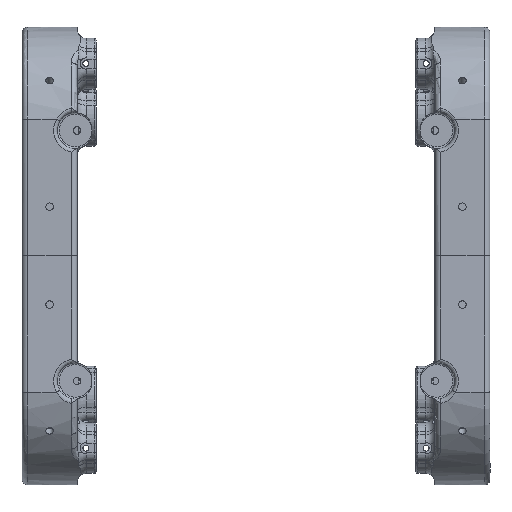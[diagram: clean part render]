
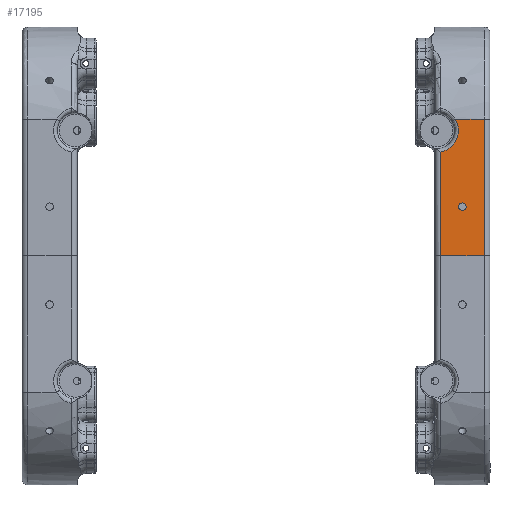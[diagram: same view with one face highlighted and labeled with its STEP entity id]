
A CAD part, top view. The second image highlights one B-rep face of the part: STEP entity #17195.
In plain terms, the highlighted planar face has unit normal (0, 0.001, 1).
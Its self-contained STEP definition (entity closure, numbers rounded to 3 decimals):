
#143=FACE_BOUND('',#2568,.T.);
#597=B_SPLINE_CURVE_WITH_KNOTS('',3,(#27472,#27473,#27474,#27475,#27476,
#27477),.UNSPECIFIED.,.F.,.F.,(4,2,4),(0.63,0.635,
0.643),.UNSPECIFIED.);
#1053=PLANE('',#18579);
#1483=FACE_OUTER_BOUND('',#2567,.T.);
#2567=EDGE_LOOP('',(#12231,#12232,#12233,#12234,#12235,#12236));
#2568=EDGE_LOOP('',(#12237));
#3489=CIRCLE('',#18025,2.);
#3755=CIRCLE('',#18458,11.65);
#5001=LINE('',#28452,#5875);
#5050=LINE('',#28701,#5924);
#5051=LINE('',#28704,#5925);
#5052=LINE('',#28705,#5926);
#5875=VECTOR('',#21459,10.);
#5924=VECTOR('',#21692,10.);
#5925=VECTOR('',#21695,10.);
#5926=VECTOR('',#21696,10.);
#6603=VERTEX_POINT('',#26009);
#6815=VERTEX_POINT('',#27399);
#6819=VERTEX_POINT('',#27416);
#6922=VERTEX_POINT('',#28223);
#6960=VERTEX_POINT('',#28450);
#7014=VERTEX_POINT('',#28697);
#7015=VERTEX_POINT('',#28703);
#8303=EDGE_CURVE('',#6603,#6603,#3489,.T.);
#8604=EDGE_CURVE('',#6819,#6815,#597,.T.);
#8801=EDGE_CURVE('',#6922,#6819,#3755,.T.);
#8853=EDGE_CURVE('',#6815,#6960,#5001,.T.);
#8956=EDGE_CURVE('',#6960,#7014,#5050,.T.);
#8957=EDGE_CURVE('',#7014,#7015,#5051,.T.);
#8958=EDGE_CURVE('',#7015,#6922,#5052,.T.);
#12231=ORIENTED_EDGE('',*,*,#8957,.F.);
#12232=ORIENTED_EDGE('',*,*,#8956,.F.);
#12233=ORIENTED_EDGE('',*,*,#8853,.F.);
#12234=ORIENTED_EDGE('',*,*,#8604,.F.);
#12235=ORIENTED_EDGE('',*,*,#8801,.F.);
#12236=ORIENTED_EDGE('',*,*,#8958,.F.);
#12237=ORIENTED_EDGE('',*,*,#8303,.F.);
#17195=ADVANCED_FACE('',(#1483,#143),#1053,.T.);
#18025=AXIS2_PLACEMENT_3D('',#26010,#20377,#20378);
#18458=AXIS2_PLACEMENT_3D('',#28238,#21372,#21373);
#18579=AXIS2_PLACEMENT_3D('',#28702,#21693,#21694);
#20377=DIRECTION('center_axis',(0.,0.001,
1.));
#20378=DIRECTION('ref_axis',(-1.,0.,0.));
#21372=DIRECTION('center_axis',(0.,0.001,
1.));
#21373=DIRECTION('ref_axis',(0.,-1.,0.001));
#21459=DIRECTION('',(1.,0.,0.));
#21692=DIRECTION('',(0.,-1.,0.001));
#21693=DIRECTION('center_axis',(0.,0.001,
1.));
#21694=DIRECTION('ref_axis',(0.,-1.,0.001));
#21695=DIRECTION('',(-1.,0.,0.));
#21696=DIRECTION('',(0.,1.,-0.001));
#26009=CARTESIAN_POINT('',(90.135,23.835,79.712));
#26010=CARTESIAN_POINT('Origin',(88.135,23.835,79.712));
#27399=CARTESIAN_POINT('',(84.518,70.335,79.683));
#27416=CARTESIAN_POINT('',(84.391,70.303,79.683));
#27472=CARTESIAN_POINT('Ctrl Pts',(84.391,70.303,79.683));
#27473=CARTESIAN_POINT('Ctrl Pts',(84.404,70.311,79.683));
#27474=CARTESIAN_POINT('Ctrl Pts',(84.419,70.318,79.683));
#27475=CARTESIAN_POINT('Ctrl Pts',(84.461,70.331,79.683));
#27476=CARTESIAN_POINT('Ctrl Pts',(84.49,70.335,79.683));
#27477=CARTESIAN_POINT('Ctrl Pts',(84.518,70.335,79.683));
#28223=CARTESIAN_POINT('',(76.485,52.854,79.694));
#28238=CARTESIAN_POINT('Origin',(74.397,64.315,79.686));
#28450=CARTESIAN_POINT('',(99.785,70.335,79.683));
#28452=CARTESIAN_POINT('',(73.485,70.335,79.683));
#28697=CARTESIAN_POINT('',(99.785,-2.165,79.729));
#28701=CARTESIAN_POINT('',(99.785,34.066,79.706));
#28702=CARTESIAN_POINT('Origin',(73.485,70.335,79.683));
#28703=CARTESIAN_POINT('',(76.485,-2.165,79.729));
#28704=CARTESIAN_POINT('',(78.31,-2.165,79.729));
#28705=CARTESIAN_POINT('',(76.485,34.066,79.706));
